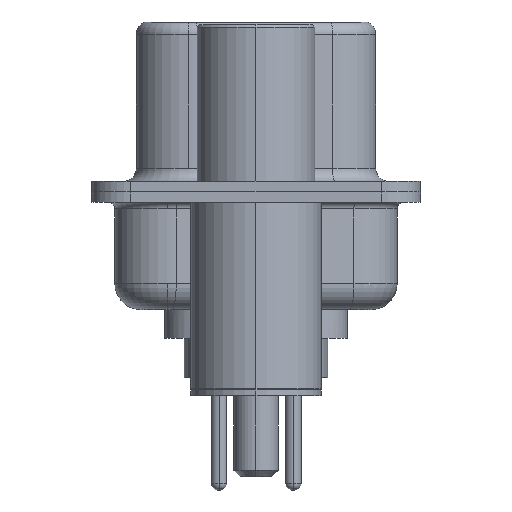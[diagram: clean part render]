
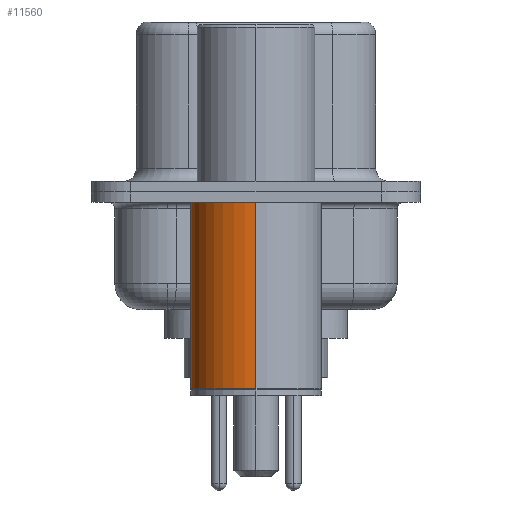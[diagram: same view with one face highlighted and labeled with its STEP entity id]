
A CAD part, left-side view. The second image highlights one B-rep face of the part: STEP entity #11560.
In plain terms, the highlighted cylindrical face has radius 2.5 mm (diameter 5 mm), a partial arc.
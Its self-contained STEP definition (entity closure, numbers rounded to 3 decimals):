
#956 = CARTESIAN_POINT ( 'NONE',  ( 2.5, 0., -7.525 ) ) ;
#1607 = AXIS2_PLACEMENT_3D ( 'NONE', #18391, #10405, #14606 ) ;
#2187 = CARTESIAN_POINT ( 'NONE',  ( 0., 0., -7.525 ) ) ;
#2217 = CARTESIAN_POINT ( 'NONE',  ( -2.5, 0., -0.4 ) ) ;
#2236 = FACE_OUTER_BOUND ( 'NONE', #14097, .T. ) ;
#2423 = DIRECTION ( 'NONE',  ( 0., 0., 1. ) ) ;
#2471 = CARTESIAN_POINT ( 'NONE',  ( -2.5, 0., -7.525 ) ) ;
#3713 = EDGE_CURVE ( 'NONE', #12328, #16735, #20305, .T. ) ;
#3824 = DIRECTION ( 'NONE',  ( 1., 0., 0. ) ) ;
#4671 = EDGE_CURVE ( 'NONE', #11616, #5343, #10448, .T. ) ;
#5191 = AXIS2_PLACEMENT_3D ( 'NONE', #2187, #13661, #3824 ) ;
#5343 = VERTEX_POINT ( 'NONE', #8933 ) ;
#5448 = EDGE_CURVE ( 'NONE', #5343, #16735, #17452, .T. ) ;
#6683 = CARTESIAN_POINT ( 'NONE',  ( -2.5, 0., 0.581 ) ) ;
#7737 = ORIENTED_EDGE ( 'NONE', *, *, #9508, .T. ) ;
#7850 = AXIS2_PLACEMENT_3D ( 'NONE', #18781, #17198, #9099 ) ;
#8933 = CARTESIAN_POINT ( 'NONE',  ( 2.5, 0., -0.4 ) ) ;
#9099 = DIRECTION ( 'NONE',  ( 1., 0., 0. ) ) ;
#9508 = EDGE_CURVE ( 'NONE', #11616, #12328, #13586, .T. ) ;
#9802 = ORIENTED_EDGE ( 'NONE', *, *, #5448, .F. ) ;
#10405 = DIRECTION ( 'NONE',  ( 0., 0., 1. ) ) ;
#10448 = LINE ( 'NONE', #14313, #18472 ) ;
#11560 = ADVANCED_FACE ( 'NONE', ( #2236 ), #14788, .T. ) ;
#11616 = VERTEX_POINT ( 'NONE', #956 ) ;
#11757 = VECTOR ( 'NONE', #20438, 1000. ) ;
#12328 = VERTEX_POINT ( 'NONE', #2471 ) ;
#12738 = ORIENTED_EDGE ( 'NONE', *, *, #4671, .F. ) ;
#13586 = CIRCLE ( 'NONE', #5191, 2.5 ) ;
#13661 = DIRECTION ( 'NONE',  ( 0., 0., 1. ) ) ;
#14097 = EDGE_LOOP ( 'NONE', ( #7737, #14350, #9802, #12738 ) ) ;
#14313 = CARTESIAN_POINT ( 'NONE',  ( 2.5, 0., 0.581 ) ) ;
#14350 = ORIENTED_EDGE ( 'NONE', *, *, #3713, .T. ) ;
#14606 = DIRECTION ( 'NONE',  ( 1., 0., 0. ) ) ;
#14788 = CYLINDRICAL_SURFACE ( 'NONE', #7850, 2.5 ) ;
#16735 = VERTEX_POINT ( 'NONE', #2217 ) ;
#17198 = DIRECTION ( 'NONE',  ( 0., 0., 1. ) ) ;
#17452 = CIRCLE ( 'NONE', #1607, 2.5 ) ;
#18391 = CARTESIAN_POINT ( 'NONE',  ( 0., 0., -0.4 ) ) ;
#18472 = VECTOR ( 'NONE', #2423, 1000. ) ;
#18781 = CARTESIAN_POINT ( 'NONE',  ( 0., 0., 0.581 ) ) ;
#20305 = LINE ( 'NONE', #6683, #11757 ) ;
#20438 = DIRECTION ( 'NONE',  ( 0., 0., 1. ) ) ;
